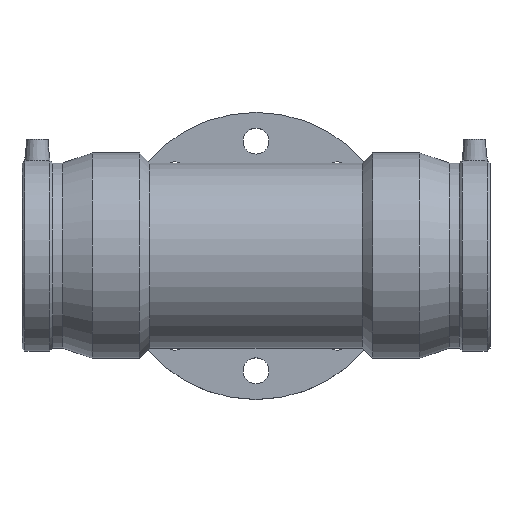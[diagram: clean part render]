
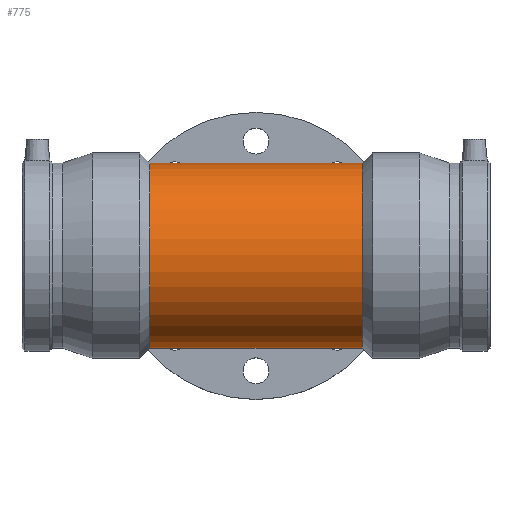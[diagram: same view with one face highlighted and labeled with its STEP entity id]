
A CAD part, top view. The second image highlights one B-rep face of the part: STEP entity #775.
In plain terms, the highlighted cylindrical face has radius 64.35 mm (diameter 128.7 mm), a full revolution.
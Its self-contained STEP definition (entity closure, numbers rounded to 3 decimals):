
#79=FACE_BOUND('',#339,.T.);
#80=FACE_BOUND('',#340,.T.);
#143=CIRCLE('',#867,64.35);
#144=CIRCLE('',#868,64.35);
#199=CYLINDRICAL_SURFACE('',#866,64.35);
#239=FACE_OUTER_BOUND('',#338,.T.);
#338=EDGE_LOOP('',(#648));
#339=EDGE_LOOP('',(#649));
#340=EDGE_LOOP('',(#650));
#424=B_SPLINE_CURVE_WITH_KNOTS('',3,(#1539,#1540,#1541,#1542,#1543,#1544,
#1545,#1546,#1547,#1548,#1549,#1550,#1551,#1552,#1553,#1554,#1555,#1556,
#1557,#1558,#1559,#1560,#1561,#1562,#1563,#1564,#1565,#1566,#1567,#1568,
#1569,#1570,#1571,#1572,#1573,#1574,#1575,#1576,#1577,#1578,#1579,#1580,
#1581,#1582,#1583,#1584,#1585,#1586,#1587,#1588,#1589,#1590,#1591,#1592,
#1593,#1594,#1595,#1596,#1597,#1598,#1599,#1600,#1601,#1602,#1603,#1604),
 .UNSPECIFIED.,.T.,.F.,(4,2,2,2,2,2,2,2,2,2,2,2,2,2,2,2,2,2,2,2,2,2,2,2,
2,2,2,2,2,2,2,2,4),(0.,1.016,2.033,3.049,
4.065,5.055,6.045,7.035,8.025,
9.015,10.005,10.995,11.985,13.001,
14.018,15.034,16.05,17.067,18.083,
19.099,20.116,21.105,22.095,23.085,
24.075,25.065,26.055,27.045,28.035,
29.051,30.068,31.084,32.1),
 .UNSPECIFIED.);
#455=VERTEX_POINT('',#1538);
#464=VERTEX_POINT('',#1631);
#465=VERTEX_POINT('',#1633);
#529=EDGE_CURVE('',#455,#455,#424,.T.);
#538=EDGE_CURVE('',#464,#464,#143,.T.);
#539=EDGE_CURVE('',#465,#465,#144,.T.);
#648=ORIENTED_EDGE('',*,*,#538,.F.);
#649=ORIENTED_EDGE('',*,*,#539,.T.);
#650=ORIENTED_EDGE('',*,*,#529,.T.);
#775=ADVANCED_FACE('',(#239,#79,#80),#199,.T.);
#866=AXIS2_PLACEMENT_3D('',#1630,#1045,#1046);
#867=AXIS2_PLACEMENT_3D('',#1632,#1047,#1048);
#868=AXIS2_PLACEMENT_3D('',#1634,#1049,#1050);
#1045=DIRECTION('center_axis',(1.,0.,0.));
#1046=DIRECTION('ref_axis',(0.,1.,0.));
#1047=DIRECTION('center_axis',(1.,0.,0.));
#1048=DIRECTION('ref_axis',(0.,0.,-1.));
#1049=DIRECTION('center_axis',(1.,0.,0.));
#1050=DIRECTION('ref_axis',(0.,0.,-1.));
#1538=CARTESIAN_POINT('',(0.,50.,-40.508));
#1539=CARTESIAN_POINT('Ctrl Pts',(0.,50.,-40.508));
#1540=CARTESIAN_POINT('Ctrl Pts',(-3.388,50.,-40.508));
#1541=CARTESIAN_POINT('Ctrl Pts',(-6.768,49.653,-40.946));
#1542=CARTESIAN_POINT('Ctrl Pts',(-13.334,48.306,-42.527));
#1543=CARTESIAN_POINT('Ctrl Pts',(-16.521,47.306,-43.663));
#1544=CARTESIAN_POINT('Ctrl Pts',(-22.57,44.737,-46.291));
#1545=CARTESIAN_POINT('Ctrl Pts',(-25.437,43.165,-47.783));
#1546=CARTESIAN_POINT('Ctrl Pts',(-30.744,39.561,-50.807));
#1547=CARTESIAN_POINT('Ctrl Pts',(-33.183,37.528,-52.339));
#1548=CARTESIAN_POINT('Ctrl Pts',(-37.471,33.24,-55.159));
#1549=CARTESIAN_POINT('Ctrl Pts',(-39.492,30.834,-56.559));
#1550=CARTESIAN_POINT('Ctrl Pts',(-43.11,25.532,-59.142));
#1551=CARTESIAN_POINT('Ctrl Pts',(-44.707,22.635,-60.324));
#1552=CARTESIAN_POINT('Ctrl Pts',(-47.314,16.507,-62.28));
#1553=CARTESIAN_POINT('Ctrl Pts',(-48.325,13.269,-63.056));
#1554=CARTESIAN_POINT('Ctrl Pts',(-49.668,6.666,-64.091));
#1555=CARTESIAN_POINT('Ctrl Pts',(-50.,3.3,-64.35));
#1556=CARTESIAN_POINT('Ctrl Pts',(-50.,-3.3,-64.35));
#1557=CARTESIAN_POINT('Ctrl Pts',(-49.668,-6.666,-64.091));
#1558=CARTESIAN_POINT('Ctrl Pts',(-48.325,-13.269,-63.056));
#1559=CARTESIAN_POINT('Ctrl Pts',(-47.314,-16.507,-62.28));
#1560=CARTESIAN_POINT('Ctrl Pts',(-44.707,-22.635,-60.324));
#1561=CARTESIAN_POINT('Ctrl Pts',(-43.11,-25.532,-59.142));
#1562=CARTESIAN_POINT('Ctrl Pts',(-39.492,-30.834,-56.559));
#1563=CARTESIAN_POINT('Ctrl Pts',(-37.471,-33.24,-55.159));
#1564=CARTESIAN_POINT('Ctrl Pts',(-33.183,-37.528,-52.339));
#1565=CARTESIAN_POINT('Ctrl Pts',(-30.744,-39.561,-50.807));
#1566=CARTESIAN_POINT('Ctrl Pts',(-25.437,-43.165,-47.783));
#1567=CARTESIAN_POINT('Ctrl Pts',(-22.57,-44.737,-46.291));
#1568=CARTESIAN_POINT('Ctrl Pts',(-16.521,-47.306,-43.663));
#1569=CARTESIAN_POINT('Ctrl Pts',(-13.334,-48.306,-42.527));
#1570=CARTESIAN_POINT('Ctrl Pts',(-6.768,-49.653,-40.946));
#1571=CARTESIAN_POINT('Ctrl Pts',(-3.388,-50.,-40.508));
#1572=CARTESIAN_POINT('Ctrl Pts',(3.388,-50.,-40.508));
#1573=CARTESIAN_POINT('Ctrl Pts',(6.768,-49.653,-40.946));
#1574=CARTESIAN_POINT('Ctrl Pts',(13.334,-48.306,-42.527));
#1575=CARTESIAN_POINT('Ctrl Pts',(16.521,-47.306,-43.663));
#1576=CARTESIAN_POINT('Ctrl Pts',(22.57,-44.737,-46.291));
#1577=CARTESIAN_POINT('Ctrl Pts',(25.437,-43.165,-47.783));
#1578=CARTESIAN_POINT('Ctrl Pts',(30.744,-39.561,-50.807));
#1579=CARTESIAN_POINT('Ctrl Pts',(33.183,-37.528,-52.339));
#1580=CARTESIAN_POINT('Ctrl Pts',(37.471,-33.24,-55.159));
#1581=CARTESIAN_POINT('Ctrl Pts',(39.492,-30.834,-56.559));
#1582=CARTESIAN_POINT('Ctrl Pts',(43.11,-25.532,-59.142));
#1583=CARTESIAN_POINT('Ctrl Pts',(44.707,-22.635,-60.324));
#1584=CARTESIAN_POINT('Ctrl Pts',(47.314,-16.507,-62.28));
#1585=CARTESIAN_POINT('Ctrl Pts',(48.325,-13.269,-63.056));
#1586=CARTESIAN_POINT('Ctrl Pts',(49.668,-6.666,-64.091));
#1587=CARTESIAN_POINT('Ctrl Pts',(50.,-3.3,-64.35));
#1588=CARTESIAN_POINT('Ctrl Pts',(50.,3.3,-64.35));
#1589=CARTESIAN_POINT('Ctrl Pts',(49.668,6.666,-64.091));
#1590=CARTESIAN_POINT('Ctrl Pts',(48.325,13.269,-63.056));
#1591=CARTESIAN_POINT('Ctrl Pts',(47.314,16.507,-62.28));
#1592=CARTESIAN_POINT('Ctrl Pts',(44.707,22.635,-60.324));
#1593=CARTESIAN_POINT('Ctrl Pts',(43.11,25.532,-59.142));
#1594=CARTESIAN_POINT('Ctrl Pts',(39.492,30.834,-56.559));
#1595=CARTESIAN_POINT('Ctrl Pts',(37.471,33.24,-55.159));
#1596=CARTESIAN_POINT('Ctrl Pts',(33.183,37.528,-52.339));
#1597=CARTESIAN_POINT('Ctrl Pts',(30.744,39.561,-50.807));
#1598=CARTESIAN_POINT('Ctrl Pts',(25.437,43.165,-47.783));
#1599=CARTESIAN_POINT('Ctrl Pts',(22.57,44.737,-46.291));
#1600=CARTESIAN_POINT('Ctrl Pts',(16.521,47.306,-43.663));
#1601=CARTESIAN_POINT('Ctrl Pts',(13.334,48.306,-42.527));
#1602=CARTESIAN_POINT('Ctrl Pts',(6.768,49.653,-40.946));
#1603=CARTESIAN_POINT('Ctrl Pts',(3.388,50.,-40.508));
#1604=CARTESIAN_POINT('Ctrl Pts',(0.,50.,-40.508));
#1630=CARTESIAN_POINT('Origin',(0.,0.,0.));
#1631=CARTESIAN_POINT('',(74.165,64.35,0.));
#1632=CARTESIAN_POINT('Origin',(74.165,0.,0.));
#1633=CARTESIAN_POINT('',(-74.165,64.35,0.));
#1634=CARTESIAN_POINT('Origin',(-74.165,0.,0.));
